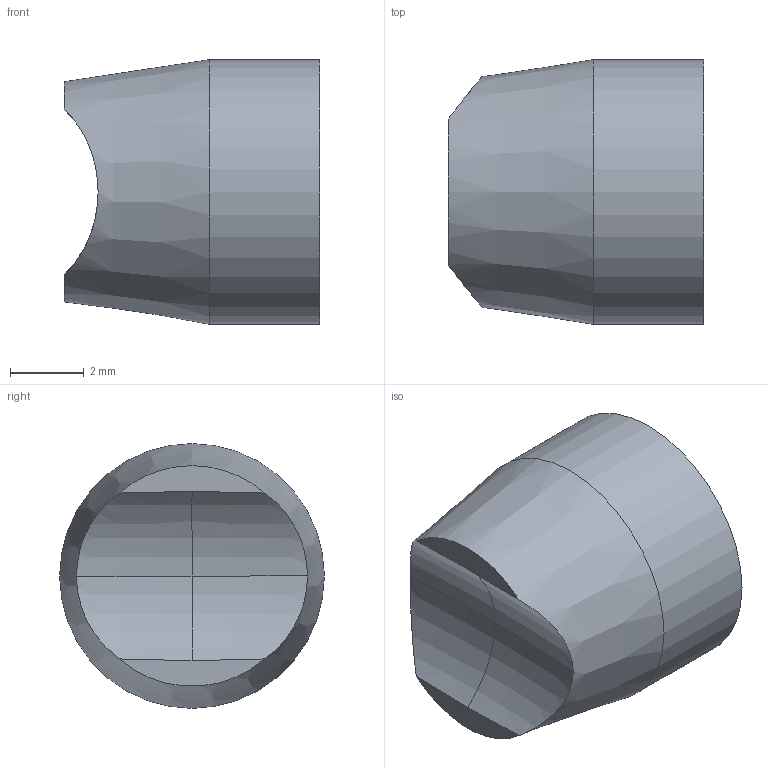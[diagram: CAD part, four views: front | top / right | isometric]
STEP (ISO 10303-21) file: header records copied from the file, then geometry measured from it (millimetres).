
FILE_DESCRIPTION(('FreeCAD Model'),'2;1');
FILE_NAME('Open CASCADE Shape Model','2021-07-31T14:06:20',('Author'),( ''),'Open CASCADE STEP processor 7.5','FreeCAD','Unknown');
FILE_SCHEMA(('AUTOMOTIVE_DESIGN { 1 0 10303 214 1 1 1 1 }'));
Length unit declared in the file: millimetre
Products named in the file (1): Art4BearingPlug
Bounding box: 6.95 x 7.2 x 7.2 mm (x, y, z)
Volume: 239.3 mm3; surface area: 217.3 mm2
Topology: 1 solids, 1 shells, 9 faces, 19 edges, 12 vertices
Faces by surface type: torus 4, plane 3, cone 1, cylinder 1
Full cylindrical faces by diameter (mm): 7.2 x1
Entity records: 779 total; most frequent: CARTESIAN_POINT 391, DIRECTION 62, ORIENTED_EDGE 38, PCURVE 38, DEFINITIONAL_REPRESENTATION 38, B_SPLINE_CURVE_WITH_KNOTS 24, LINE 20, VECTOR 20
